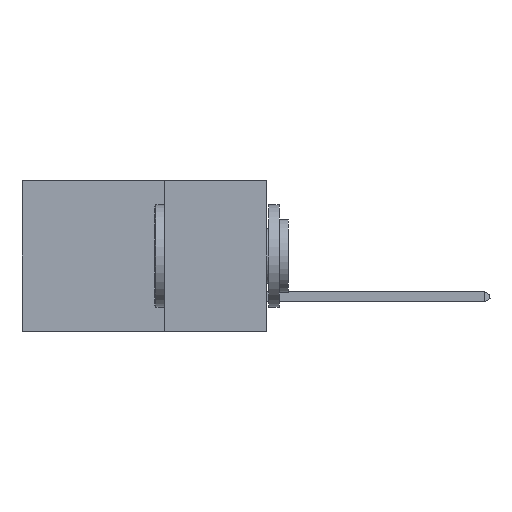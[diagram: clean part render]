
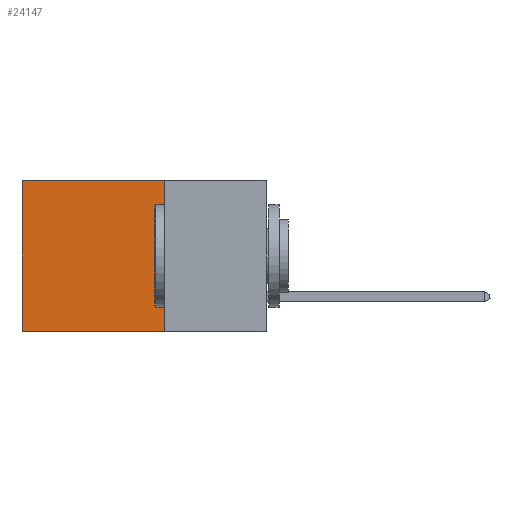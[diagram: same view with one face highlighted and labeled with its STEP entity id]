
A CAD part, left-side view. The second image highlights one B-rep face of the part: STEP entity #24147.
In plain terms, the highlighted planar face has unit normal (-1, 0, 0).
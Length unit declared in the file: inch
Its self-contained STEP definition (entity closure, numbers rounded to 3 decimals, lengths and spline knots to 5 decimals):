
#2617 = VECTOR ( 'NONE', #34760, 39.37008 ) ;
#5669 = ORIENTED_EDGE ( 'NONE', *, *, #8114, .F. ) ;
#5913 = CARTESIAN_POINT ( 'NONE',  ( 0.2875, 0.25, 0. ) ) ;
#8114 = EDGE_CURVE ( 'NONE', #38076, #28277, #32994, .T. ) ;
#8732 = CARTESIAN_POINT ( 'NONE',  ( 0.2875, 0.25, 0. ) ) ;
#9079 = DIRECTION ( 'NONE',  ( 0., 0., -1. ) ) ;
#10152 = ORIENTED_EDGE ( 'NONE', *, *, #42148, .T. ) ;
#12096 = PLANE ( 'NONE',  #19254 ) ;
#12220 = EDGE_CURVE ( 'NONE', #41411, #38076, #13952, .T. ) ;
#13952 = LINE ( 'NONE', #35140, #20720 ) ;
#14041 = LINE ( 'NONE', #31647, #29598 ) ;
#15361 = ORIENTED_EDGE ( 'NONE', *, *, #12220, .F. ) ;
#15481 = DIRECTION ( 'NONE',  ( 0., 1., 0. ) ) ;
#17162 = EDGE_CURVE ( 'NONE', #19008, #28277, #18659, .T. ) ;
#18659 = LINE ( 'NONE', #25981, #2617 ) ;
#19008 = VERTEX_POINT ( 'NONE', #19947 ) ;
#19254 = AXIS2_PLACEMENT_3D ( 'NONE', #5913, #25584, #9079 ) ;
#19751 = EDGE_LOOP ( 'NONE', ( #27398, #5669, #15361, #10152 ) ) ;
#19947 = CARTESIAN_POINT ( 'NONE',  ( 0.2875, 0.6, 0. ) ) ;
#20720 = VECTOR ( 'NONE', #26051, 39.37008 ) ;
#22589 = FACE_OUTER_BOUND ( 'NONE', #19751, .T. ) ;
#24147 = ADVANCED_FACE ( 'NONE', ( #22589 ), #12096, .F. ) ;
#24251 = CARTESIAN_POINT ( 'NONE',  ( 0.2875, 0.25, -0.37 ) ) ;
#24488 = CARTESIAN_POINT ( 'NONE',  ( 0.2875, 0.25, -0.37 ) ) ;
#25584 = DIRECTION ( 'NONE',  ( 1., 0., 0. ) ) ;
#25981 = CARTESIAN_POINT ( 'NONE',  ( 0.2875, 0.6, 0. ) ) ;
#26051 = DIRECTION ( 'NONE',  ( 0., 0., -1. ) ) ;
#27398 = ORIENTED_EDGE ( 'NONE', *, *, #17162, .T. ) ;
#28277 = VERTEX_POINT ( 'NONE', #29936 ) ;
#29598 = VECTOR ( 'NONE', #15481, 39.37008 ) ;
#29936 = CARTESIAN_POINT ( 'NONE',  ( 0.2875, 0.6, -0.37 ) ) ;
#31647 = CARTESIAN_POINT ( 'NONE',  ( 0.2875, 0.25, 0. ) ) ;
#32994 = LINE ( 'NONE', #24251, #37105 ) ;
#34760 = DIRECTION ( 'NONE',  ( 0., 0., -1. ) ) ;
#35140 = CARTESIAN_POINT ( 'NONE',  ( 0.2875, 0.25, 0. ) ) ;
#37105 = VECTOR ( 'NONE', #38384, 39.37008 ) ;
#38076 = VERTEX_POINT ( 'NONE', #24488 ) ;
#38384 = DIRECTION ( 'NONE',  ( 0., 1., 0. ) ) ;
#41411 = VERTEX_POINT ( 'NONE', #8732 ) ;
#42148 = EDGE_CURVE ( 'NONE', #41411, #19008, #14041, .T. ) ;
